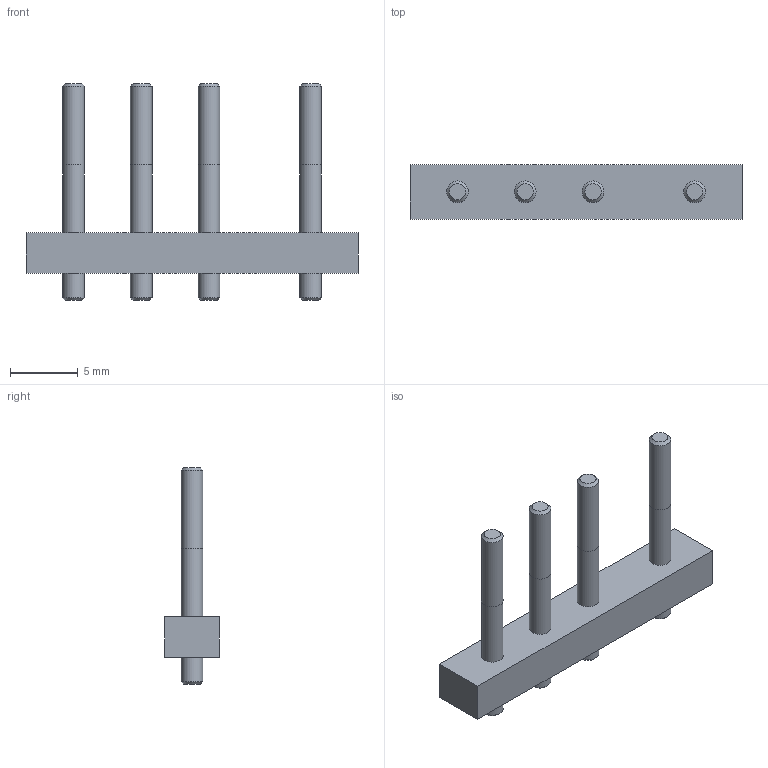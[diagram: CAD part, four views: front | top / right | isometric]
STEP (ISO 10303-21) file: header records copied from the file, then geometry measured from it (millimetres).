
FILE_DESCRIPTION(('FreeCAD Model'),'2;1');
FILE_NAME('Open CASCADE Shape Model','2024-01-14T09:57:34',('Author'),( ''),'Open CASCADE STEP processor 7.5','FreeCAD','Unknown');
FILE_SCHEMA(('AUTOMOTIVE_DESIGN { 1 0 10303 214 1 1 1 1 }'));
Length unit declared in the file: millimetre
Products named in the file (1): Colored
Bounding box: 24.5 x 4 x 16 mm (x, y, z)
Volume: 397.8 mm3; surface area: 623.3 mm2
Topology: 1 solids, 1 shells, 34 faces, 60 edges, 36 vertices
Faces by surface type: plane 14, cylinder 12, cone 8
Full cylindrical faces by diameter (mm): 1.6 x12
Entity records: 1078 total; most frequent: DIRECTION 158, CARTESIAN_POINT 131, ORIENTED_EDGE 120, AXIS2_PLACEMENT_3D 63, EDGE_CURVE 60, FACE_BOUND 42, EDGE_LOOP 42, VERTEX_POINT 36
